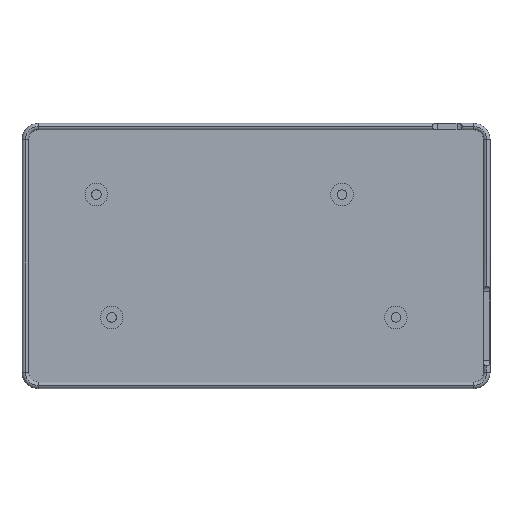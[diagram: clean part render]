
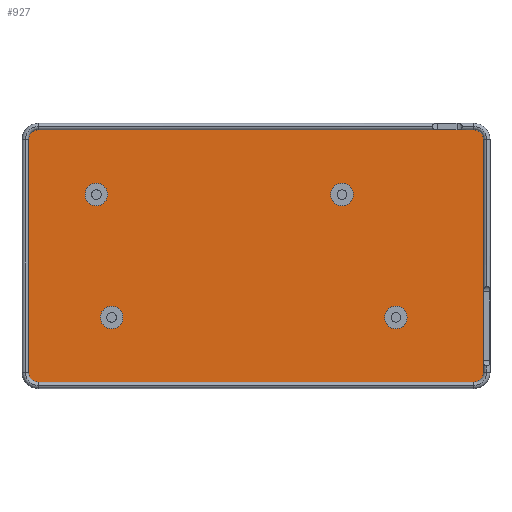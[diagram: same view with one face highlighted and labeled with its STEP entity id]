
A CAD part, top view. The second image highlights one B-rep face of the part: STEP entity #927.
In plain terms, the highlighted planar face has unit normal (0, 0, 1).
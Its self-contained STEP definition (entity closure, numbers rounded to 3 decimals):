
#16=FACE_BOUND('',#311,.T.);
#17=FACE_BOUND('',#312,.T.);
#18=FACE_BOUND('',#313,.T.);
#19=FACE_BOUND('',#314,.T.);
#33=PLANE('',#1044);
#71=LINE('',#1582,#129);
#75=LINE('',#1591,#133);
#78=LINE('',#1599,#136);
#98=LINE('',#1689,#156);
#129=VECTOR('',#1169,10.);
#133=VECTOR('',#1179,10.);
#136=VECTOR('',#1188,10.);
#156=VECTOR('',#1302,10.);
#245=FACE_OUTER_BOUND('',#310,.T.);
#310=EDGE_LOOP('',(#804,#805,#806,#807,#808,#809,#810,#811));
#311=EDGE_LOOP('',(#812));
#312=EDGE_LOOP('',(#813));
#313=EDGE_LOOP('',(#814));
#314=EDGE_LOOP('',(#815));
#356=CIRCLE('',#985,3.);
#357=CIRCLE('',#988,3.);
#358=CIRCLE('',#991,3.);
#386=CIRCLE('',#1042,3.5);
#387=CIRCLE('',#1045,3.);
#388=CIRCLE('',#1046,3.5);
#389=CIRCLE('',#1047,3.5);
#390=CIRCLE('',#1048,3.5);
#432=VERTEX_POINT('',#1579);
#433=VERTEX_POINT('',#1581);
#434=VERTEX_POINT('',#1585);
#435=VERTEX_POINT('',#1589);
#436=VERTEX_POINT('',#1593);
#437=VERTEX_POINT('',#1597);
#438=VERTEX_POINT('',#1601);
#460=VERTEX_POINT('',#1687);
#464=VERTEX_POINT('',#1699);
#465=VERTEX_POINT('',#1705);
#466=VERTEX_POINT('',#1707);
#467=VERTEX_POINT('',#1709);
#525=EDGE_CURVE('',#433,#432,#71,.T.);
#528=EDGE_CURVE('',#432,#434,#356,.T.);
#530=EDGE_CURVE('',#434,#435,#75,.T.);
#532=EDGE_CURVE('',#435,#436,#357,.T.);
#534=EDGE_CURVE('',#436,#437,#78,.T.);
#536=EDGE_CURVE('',#437,#438,#358,.T.);
#579=EDGE_CURVE('',#438,#460,#98,.T.);
#585=EDGE_CURVE('',#464,#464,#386,.T.);
#586=EDGE_CURVE('',#460,#433,#387,.T.);
#587=EDGE_CURVE('',#465,#465,#388,.T.);
#588=EDGE_CURVE('',#466,#466,#389,.T.);
#589=EDGE_CURVE('',#467,#467,#390,.T.);
#804=ORIENTED_EDGE('',*,*,#530,.T.);
#805=ORIENTED_EDGE('',*,*,#532,.T.);
#806=ORIENTED_EDGE('',*,*,#534,.T.);
#807=ORIENTED_EDGE('',*,*,#536,.T.);
#808=ORIENTED_EDGE('',*,*,#579,.T.);
#809=ORIENTED_EDGE('',*,*,#586,.T.);
#810=ORIENTED_EDGE('',*,*,#525,.T.);
#811=ORIENTED_EDGE('',*,*,#528,.T.);
#812=ORIENTED_EDGE('',*,*,#587,.T.);
#813=ORIENTED_EDGE('',*,*,#588,.T.);
#814=ORIENTED_EDGE('',*,*,#589,.T.);
#815=ORIENTED_EDGE('',*,*,#585,.T.);
#927=ADVANCED_FACE('',(#245,#16,#17,#18,#19),#33,.F.);
#985=AXIS2_PLACEMENT_3D('',#1587,#1174,#1175);
#988=AXIS2_PLACEMENT_3D('',#1595,#1183,#1184);
#991=AXIS2_PLACEMENT_3D('',#1603,#1192,#1193);
#1042=AXIS2_PLACEMENT_3D('',#1701,#1315,#1316);
#1044=AXIS2_PLACEMENT_3D('',#1703,#1319,#1320);
#1045=AXIS2_PLACEMENT_3D('',#1704,#1321,#1322);
#1046=AXIS2_PLACEMENT_3D('',#1706,#1323,#1324);
#1047=AXIS2_PLACEMENT_3D('',#1708,#1325,#1326);
#1048=AXIS2_PLACEMENT_3D('',#1710,#1327,#1328);
#1169=DIRECTION('',(-1.,0.,0.));
#1174=DIRECTION('center_axis',(0.,0.,
1.));
#1175=DIRECTION('ref_axis',(-1.,0.,0.));
#1179=DIRECTION('',(0.,-1.,0.));
#1183=DIRECTION('center_axis',(0.,0.,
1.));
#1184=DIRECTION('ref_axis',(0.,-1.,0.));
#1188=DIRECTION('',(1.,0.,0.));
#1192=DIRECTION('center_axis',(0.,0.,
1.));
#1193=DIRECTION('ref_axis',(1.,0.,0.));
#1302=DIRECTION('',(0.,1.,0.));
#1315=DIRECTION('center_axis',(0.,0.,
-1.));
#1316=DIRECTION('ref_axis',(-1.,0.,0.));
#1319=DIRECTION('center_axis',(0.,0.,
-1.));
#1320=DIRECTION('ref_axis',(-1.,0.,0.));
#1321=DIRECTION('center_axis',(0.,0.,
1.));
#1322=DIRECTION('ref_axis',(0.,1.,0.));
#1323=DIRECTION('center_axis',(0.,0.,
-1.));
#1324=DIRECTION('ref_axis',(-1.,0.,0.));
#1325=DIRECTION('center_axis',(0.,0.,
-1.));
#1326=DIRECTION('ref_axis',(-1.,0.,0.));
#1327=DIRECTION('center_axis',(0.,0.,
-1.));
#1328=DIRECTION('ref_axis',(-1.,0.,0.));
#1579=CARTESIAN_POINT('',(5.,80.2,0.));
#1581=CARTESIAN_POINT('',(140.113,80.2,0.));
#1582=CARTESIAN_POINT('',(38.778,80.2,0.));
#1585=CARTESIAN_POINT('',(2.,77.2,0.));
#1587=CARTESIAN_POINT('Origin',(5.,77.2,0.));
#1589=CARTESIAN_POINT('',(2.,5.,0.));
#1591=CARTESIAN_POINT('',(2.,23.05,0.));
#1593=CARTESIAN_POINT('',(5.,2.,0.));
#1595=CARTESIAN_POINT('Origin',(5.,5.,0.));
#1597=CARTESIAN_POINT('',(140.113,2.,0.));
#1599=CARTESIAN_POINT('',(106.334,2.,0.));
#1601=CARTESIAN_POINT('',(143.113,5.,0.));
#1603=CARTESIAN_POINT('Origin',(140.113,5.,0.));
#1687=CARTESIAN_POINT('',(143.113,77.2,0.));
#1689=CARTESIAN_POINT('',(143.113,59.15,0.));
#1699=CARTESIAN_POINT('',(119.419,22.05,0.));
#1701=CARTESIAN_POINT('Origin',(115.919,22.05,0.));
#1703=CARTESIAN_POINT('Origin',(72.556,41.1,0.));
#1704=CARTESIAN_POINT('Origin',(140.113,77.2,0.));
#1705=CARTESIAN_POINT('',(31.313,22.05,0.));
#1706=CARTESIAN_POINT('Origin',(27.813,22.05,0.));
#1707=CARTESIAN_POINT('',(26.55,60.15,0.));
#1708=CARTESIAN_POINT('Origin',(23.05,60.15,0.));
#1709=CARTESIAN_POINT('',(102.75,60.15,0.));
#1710=CARTESIAN_POINT('Origin',(99.25,60.15,0.));
